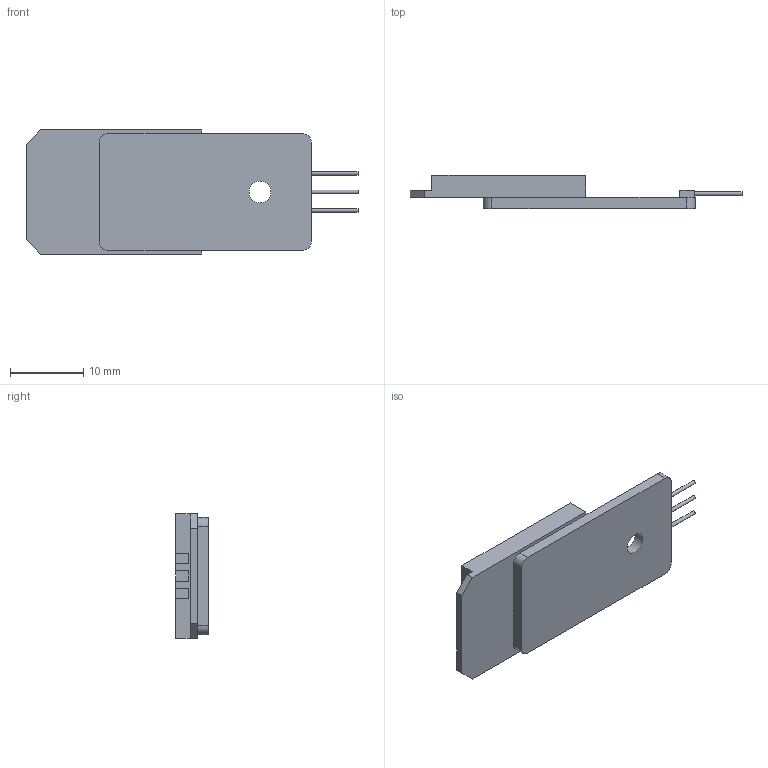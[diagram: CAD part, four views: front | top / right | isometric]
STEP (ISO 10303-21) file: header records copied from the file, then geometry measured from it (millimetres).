
FILE_DESCRIPTION(('STEP AP214'), '1');
FILE_NAME('DHT22 sensor', '2019-02-02T14:52:23', (''), (''), 'ASCON STEP Converter 1.3', 'ASCON Math Kernel', '');
FILE_SCHEMA(('AUTOMOTIVE_DESIGN { 1 0 10303 214 3 1 1}'));
Length unit declared in the file: millimetre
Products named in the file (1): DHT22 sensor
Bounding box: 45.4 x 4.5 x 17 mm (x, y, z)
Volume: 1694.3 mm3; surface area: 2004.7 mm2
Topology: 1 solids, 1 shells, 191 faces, 454 edges, 302 vertices
Faces by surface type: plane 177, cylinder 14
Full cylindrical faces by diameter (mm): 0.467 x3, 0.5 x3, 0.991 x3, 3 x1
Entity records: 6941 total; most frequent: CARTESIAN_POINT 938, ORIENTED_EDGE 888, DIRECTION 856, EDGE_CURVE 444, LINE 416, VECTOR 416, VERTEX_POINT 302, EDGE_LOOP 240
